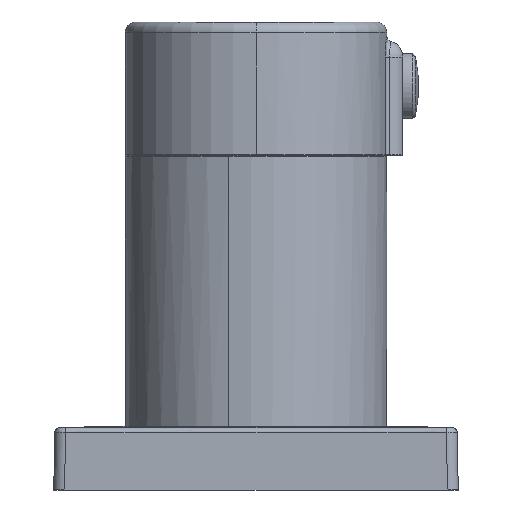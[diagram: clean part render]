
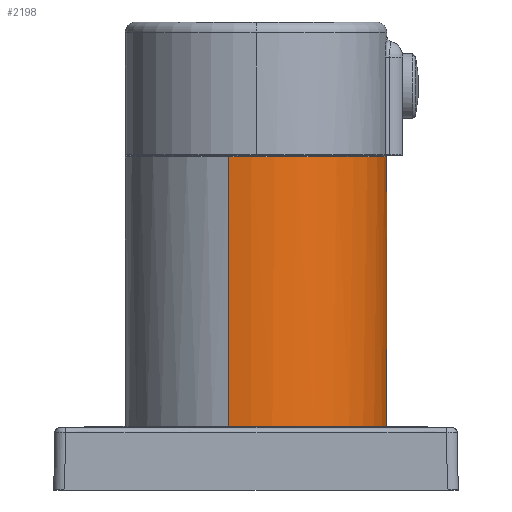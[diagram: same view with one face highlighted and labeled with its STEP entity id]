
A CAD part, left-side view. The second image highlights one B-rep face of the part: STEP entity #2198.
In plain terms, the highlighted cylindrical face has radius 24.25 mm (diameter 48.5 mm), a partial arc.
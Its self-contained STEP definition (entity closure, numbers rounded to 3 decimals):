
#7 = CARTESIAN_POINT ( 'NONE',  ( -88.128, -21.205, 11.816 ) ) ;
#54 = CARTESIAN_POINT ( 'NONE',  ( -100.696, -24.243, 11.751 ) ) ;
#84 = CIRCLE ( 'NONE', #2627, 24.25 ) ;
#101 = CARTESIAN_POINT ( 'NONE',  ( -121.887, -10.449, 11.717 ) ) ;
#178 = VERTEX_POINT ( 'NONE', #2601 ) ;
#214 = CARTESIAN_POINT ( 'NONE',  ( -92.484, -23.07, 11.786 ) ) ;
#228 = CARTESIAN_POINT ( 'NONE',  ( -123.723, 5.028, 11.711 ) ) ;
#265 = CARTESIAN_POINT ( 'NONE',  ( -77.127, -8.096, 11.941 ) ) ;
#270 = CARTESIAN_POINT ( 'NONE',  ( -82.508, -16.814, 11.871 ) ) ;
#274 = CARTESIAN_POINT ( 'NONE',  ( -111.006, -21.612, 11.733 ) ) ;
#342 = VERTEX_POINT ( 'NONE', #742 ) ;
#371 = CARTESIAN_POINT ( 'NONE',  ( -76.643, -6.571, 11.948 ) ) ;
#393 = CARTESIAN_POINT ( 'NONE',  ( -123.723, 5.028, 11.711 ) ) ;
#426 = CARTESIAN_POINT ( 'NONE',  ( -83.64, -17.917, 11.859 ) ) ;
#496 = DIRECTION ( 'NONE',  ( 0., 0., 1. ) ) ;
#515 = EDGE_CURVE ( 'NONE', #3066, #2756, #3031, .T. ) ;
#525 = CARTESIAN_POINT ( 'NONE',  ( -108.091, -22.916, 11.736 ) ) ;
#600 = CARTESIAN_POINT ( 'NONE',  ( -79.106, -12.411, 11.913 ) ) ;
#637 = CARTESIAN_POINT ( 'NONE',  ( -121.159, -11.874, 11.719 ) ) ;
#663 = ORIENTED_EDGE ( 'NONE', *, *, #2645, .T. ) ;
#738 = VECTOR ( 'NONE', #496, 1000. ) ;
#742 = CARTESIAN_POINT ( 'NONE',  ( -76.277, -5.028, 61.8 ) ) ;
#762 = CARTESIAN_POINT ( 'NONE',  ( -123.986, -3.658, 11.71 ) ) ;
#777 = CARTESIAN_POINT ( 'NONE',  ( -119.465, -14.549, 11.722 ) ) ;
#782 = CYLINDRICAL_SURFACE ( 'NONE', #1999, 24.25 ) ;
#812 = CARTESIAN_POINT ( 'NONE',  ( -109.924, -22.13, 11.734 ) ) ;
#832 = CARTESIAN_POINT ( 'NONE',  ( -124.094, -2.861, 11.71 ) ) ;
#854 = EDGE_CURVE ( 'NONE', #3066, #178, #1632, .T. ) ;
#886 = CARTESIAN_POINT ( 'NONE',  ( -102.288, -24.145, 11.746 ) ) ;
#890 = DIRECTION ( 'NONE',  ( 0., 0., -1. ) ) ;
#908 = CARTESIAN_POINT ( 'NONE',  ( -120.759, -12.56, 11.72 ) ) ;
#915 = CARTESIAN_POINT ( 'NONE',  ( -115.917, -18.3, 11.728 ) ) ;
#960 = CARTESIAN_POINT ( 'NONE',  ( -91.735, -22.812, 11.79 ) ) ;
#1010 = CARTESIAN_POINT ( 'NONE',  ( -78.344, -11.027, 11.923 ) ) ;
#1060 = LINE ( 'NONE', #1214, #2839 ) ;
#1079 = CARTESIAN_POINT ( 'NONE',  ( -86.114, -19.897, 11.834 ) ) ;
#1084 = CARTESIAN_POINT ( 'NONE',  ( -123.723, 5.028, -13.9 ) ) ;
#1102 = CARTESIAN_POINT ( 'NONE',  ( -124.258, -0.483, 11.709 ) ) ;
#1174 = ORIENTED_EDGE ( 'NONE', *, *, #515, .T. ) ;
#1175 = CARTESIAN_POINT ( 'NONE',  ( -116.8, -17.492, 11.727 ) ) ;
#1214 = CARTESIAN_POINT ( 'NONE',  ( -76.277, -5.028, -13.9 ) ) ;
#1300 = CARTESIAN_POINT ( 'NONE',  ( -124.055, 3.461, 11.71 ) ) ;
#1328 = EDGE_CURVE ( 'NONE', #342, #178, #84, .T. ) ;
#1393 = CARTESIAN_POINT ( 'NONE',  ( -104.263, -23.886, 11.742 ) ) ;
#1434 = CARTESIAN_POINT ( 'NONE',  ( -77.406, -8.844, 11.937 ) ) ;
#1487 = CARTESIAN_POINT ( 'NONE',  ( -103.479, -24.012, 11.744 ) ) ;
#1522 = CARTESIAN_POINT ( 'NONE',  ( -123.109, -7.519, 11.713 ) ) ;
#1568 = ORIENTED_EDGE ( 'NONE', *, *, #1328, .T. ) ;
#1618 = CARTESIAN_POINT ( 'NONE',  ( -89.534, -21.932, 11.805 ) ) ;
#1632 = LINE ( 'NONE', #1084, #738 ) ;
#1673 = CARTESIAN_POINT ( 'NONE',  ( -122.218, -9.724, 11.716 ) ) ;
#1706 = CARTESIAN_POINT ( 'NONE',  ( -111.359, -21.429, 11.733 ) ) ;
#1769 = CARTESIAN_POINT ( 'NONE',  ( -101.888, -24.18, 11.747 ) ) ;
#1804 = CARTESIAN_POINT ( 'NONE',  ( -124.23, -1.275, 11.709 ) ) ;
#1855 = CARTESIAN_POINT ( 'NONE',  ( -110.289, -21.963, 11.734 ) ) ;
#1885 = CARTESIAN_POINT ( 'NONE',  ( -76.277, -5.028, 11.953 ) ) ;
#1890 = CARTESIAN_POINT ( 'NONE',  ( -112.401, -20.854, 11.732 ) ) ;
#1911 = CARTESIAN_POINT ( 'NONE',  ( -80.456, -14.378, 11.896 ) ) ;
#1937 = CARTESIAN_POINT ( 'NONE',  ( -121.711, -10.809, 11.717 ) ) ;
#1999 = AXIS2_PLACEMENT_3D ( 'NONE', #2043, #2583, #2330 ) ;
#2043 = CARTESIAN_POINT ( 'NONE',  ( -100., 0., -13.9 ) ) ;
#2065 = DIRECTION ( 'NONE',  ( 0.978, -0.207, 0. ) ) ;
#2187 = CARTESIAN_POINT ( 'NONE',  ( -106.583, -23.393, 11.738 ) ) ;
#2198 = ADVANCED_FACE ( 'NONE', ( #2363 ), #782, .T. ) ;
#2330 = DIRECTION ( 'NONE',  ( -0.978, 0.207, 0. ) ) ;
#2342 = CARTESIAN_POINT ( 'NONE',  ( -124.228, 1.887, 11.709 ) ) ;
#2351 = ORIENTED_EDGE ( 'NONE', *, *, #854, .F. ) ;
#2357 = CARTESIAN_POINT ( 'NONE',  ( -84.231, -18.44, 11.852 ) ) ;
#2363 = FACE_OUTER_BOUND ( 'NONE', #3326, .T. ) ;
#2380 = CARTESIAN_POINT ( 'NONE',  ( -81.969, -16.235, 11.877 ) ) ;
#2461 = CARTESIAN_POINT ( 'NONE',  ( -115.006, -19.066, 11.729 ) ) ;
#2583 = DIRECTION ( 'NONE',  ( 0., 0., 1. ) ) ;
#2601 = CARTESIAN_POINT ( 'NONE',  ( -123.723, 5.028, 61.8 ) ) ;
#2627 = AXIS2_PLACEMENT_3D ( 'NONE', #3373, #890, #2065 ) ;
#2644 = CARTESIAN_POINT ( 'NONE',  ( -101.093, -24.229, 11.749 ) ) ;
#2645 = EDGE_CURVE ( 'NONE', #2756, #342, #1060, .T. ) ;
#2648 = CARTESIAN_POINT ( 'NONE',  ( -85.468, -19.43, 11.84 ) ) ;
#2665 = CARTESIAN_POINT ( 'NONE',  ( -97.14, -24.133, 11.762 ) ) ;
#2727 = CARTESIAN_POINT ( 'NONE',  ( -116.215, -18.036, 11.728 ) ) ;
#2756 = VERTEX_POINT ( 'NONE', #2831 ) ;
#2780 = CARTESIAN_POINT ( 'NONE',  ( -98.714, -24.268, 11.756 ) ) ;
#2788 = CARTESIAN_POINT ( 'NONE',  ( -76.441, -5.802, 11.951 ) ) ;
#2831 = CARTESIAN_POINT ( 'NONE',  ( -76.277, -5.028, 11.953 ) ) ;
#2839 = VECTOR ( 'NONE', #3029, 1000. ) ;
#2894 = CARTESIAN_POINT ( 'NONE',  ( -80.944, -15.018, 11.89 ) ) ;
#2915 = CARTESIAN_POINT ( 'NONE',  ( -94.797, -23.699, 11.773 ) ) ;
#2923 = CARTESIAN_POINT ( 'NONE',  ( -113.747, -20.024, 11.73 ) ) ;
#2942 = CARTESIAN_POINT ( 'NONE',  ( -94.014, -23.513, 11.777 ) ) ;
#2974 = CARTESIAN_POINT ( 'NONE',  ( -123.549, -6.002, 11.712 ) ) ;
#2994 = CARTESIAN_POINT ( 'NONE',  ( -117.087, -17.212, 11.726 ) ) ;
#3029 = DIRECTION ( 'NONE',  ( 0., 0., 1. ) ) ;
#3031 = B_SPLINE_CURVE_WITH_KNOTS ( 'NONE', 3,
 ( #228, #1300, #2342, #1102, #1804, #832, #762, #2974, #1522, #3237, #1673, #101, #1937, #637, #908, #777, #3256, #2994, #1175, #2727, #915, #2461, #2923, #1890, #1706, #274, #1855, #812, #525, #2187, #1393, #1487, #886, #1769, #2644, #54, #2780, #2665, #2915, #2942, #214, #960, #1618, #7, #1079, #2648, #2357, #426, #270, #2380, #2894, #1911, #600, #1010, #1434, #265, #371, #2788, #1885 ),
 .UNSPECIFIED., .F., .F.,
 ( 4, 2, 2, 2, 2, 2, 2, 2, 2, 2, 2, 1, 2, 2, 2, 2, 2, 2, 2, 2, 2, 2, 2, 2, 2, 2, 2, 2, 2, 4 ),
 ( 0., 0.005, 0.007, 0.009, 0.014, 0.015, 0.017, 0.019, 0.024, 0.025, 0.026, 0.028, 0.031, 0.032, 0.033, 0.038, 0.04, 0.041, 0.043, 0.047, 0.05, 0.052, 0.057, 0.059, 0.062, 0.064, 0.066, 0.071, 0.073, 0.076 ),
 .UNSPECIFIED. ) ;
#3066 = VERTEX_POINT ( 'NONE', #393 ) ;
#3237 = CARTESIAN_POINT ( 'NONE',  ( -122.375, -9.359, 11.715 ) ) ;
#3256 = CARTESIAN_POINT ( 'NONE',  ( -118.479, -15.784, 11.724 ) ) ;
#3326 = EDGE_LOOP ( 'NONE', ( #1174, #663, #1568, #2351 ) ) ;
#3373 = CARTESIAN_POINT ( 'NONE',  ( -100., 0., 61.8 ) ) ;
